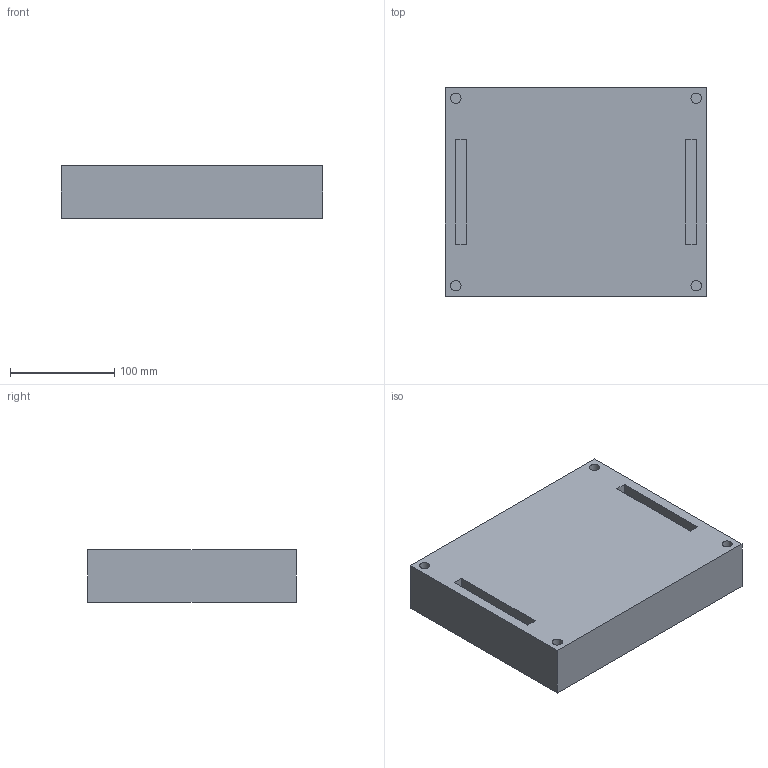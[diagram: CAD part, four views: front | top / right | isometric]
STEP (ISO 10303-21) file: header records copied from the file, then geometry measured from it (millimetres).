
FILE_DESCRIPTION(/* description */ (''),/* implementation_level */ '2;1');
FILE_NAME(/* name */ '',/* time_stamp */ '2022-11-24T17:59:35+08:00',/* author */ (''),/* organization */ (''),/* preprocessor_version */ 'ST-DEVELOPER v19.2',/* originating_system */ 'Autodesk Translation Framework v11.17.0.187',/* authorisation */ '');
FILE_SCHEMA (('AUTOMOTIVE_DESIGN { 1 0 10303 214 3 1 1 }'));
Length unit declared in the file: millimetre
Products named in the file (2): 底座; 零部件1
Assembly tree (1 placements, depth 2):
  底座
    零部件1
Bounding box: 250.8 x 200 x 50 mm (x, y, z)
Volume: 2484858.4 mm3; surface area: 151056.6 mm2
Topology: 1 solids, 1 shells, 24 faces, 48 edges, 32 vertices
Faces by surface type: plane 20, cylinder 4
Full cylindrical faces by diameter (mm): 10 x4
Entity records: 680 total; most frequent: DIRECTION 110, CARTESIAN_POINT 107, ORIENTED_EDGE 96, EDGE_CURVE 48, LINE 40, VECTOR 40, AXIS2_PLACEMENT_3D 35, VERTEX_POINT 32
